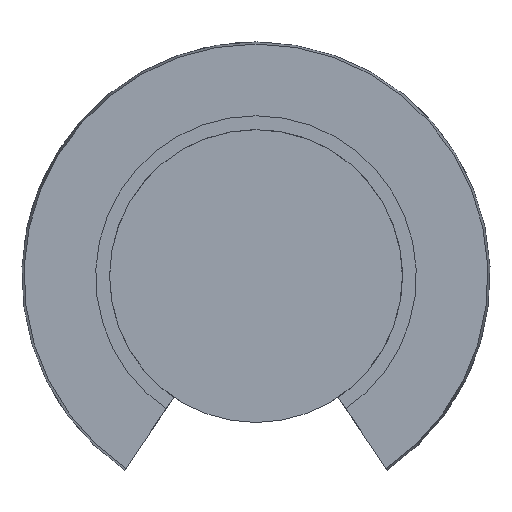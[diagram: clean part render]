
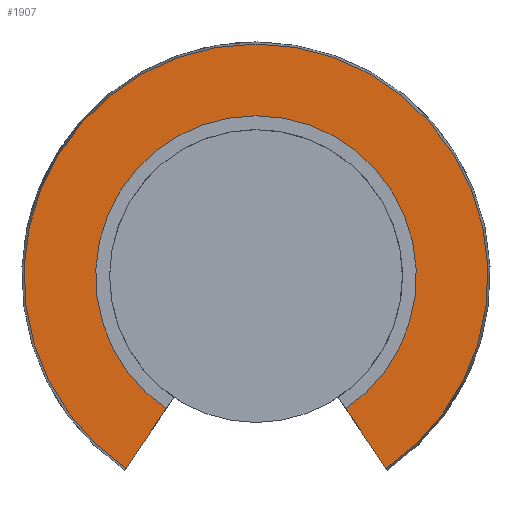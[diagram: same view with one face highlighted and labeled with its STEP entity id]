
A CAD part, front view. The second image highlights one B-rep face of the part: STEP entity #1907.
In plain terms, the highlighted planar face has unit normal (0, -1, 0).
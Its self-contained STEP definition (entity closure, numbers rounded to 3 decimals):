
#1610=CARTESIAN_POINT('',(8.882,-22.5,-13.128));
#1611=VERTEX_POINT('',#1610);
#1618=CARTESIAN_POINT('',(6.142,-22.5,-9.065));
#1619=VERTEX_POINT('',#1618);
#1620=CARTESIAN_POINT('',(6.142,-22.5,-9.065));
#1621=DIRECTION('',(0.559,0.0,-0.829));
#1622=VECTOR('',#1621,4.9);
#1623=LINE('',#1620,#1622);
#1624=EDGE_CURVE('',#1619,#1611,#1623,.T.);
#1712=CARTESIAN_POINT('',(-6.142,-22.5,-9.065));
#1713=VERTEX_POINT('',#1712);
#1720=CARTESIAN_POINT('',(-8.882,-22.5,-13.128));
#1721=VERTEX_POINT('',#1720);
#1722=CARTESIAN_POINT('',(-8.882,-22.5,-13.128));
#1723=DIRECTION('',(0.559,0.0,0.829));
#1724=VECTOR('',#1723,4.9);
#1725=LINE('',#1722,#1724);
#1726=EDGE_CURVE('',#1721,#1713,#1725,.T.);
#1878=CARTESIAN_POINT('',(0.0,-22.5,0.0));
#1879=DIRECTION('',(0.0,1.0,0.0));
#1880=DIRECTION('',(-1.0,0.0,0.0));
#1881=AXIS2_PLACEMENT_3D('',#1878,#1879,#1880);
#1882=CIRCLE('',#1881,10.95);
#1883=EDGE_CURVE('',#1713,#1619,#1882,.T.);
#1890=CARTESIAN_POINT('',(-13.4,-22.5,0.0));
#1891=DIRECTION('',(0.0,-1.0,0.0));
#1892=DIRECTION('',(0.0,0.0,-1.0));
#1893=AXIS2_PLACEMENT_3D('',#1890,#1891,#1892);
#1894=PLANE('',#1893);
#1895=ORIENTED_EDGE('',*,*,#1624,.T.);
#1896=CARTESIAN_POINT('',(0.0,-22.5,0.0));
#1897=DIRECTION('',(0.0,1.0,0.0));
#1898=DIRECTION('',(-1.0,0.0,0.0));
#1899=AXIS2_PLACEMENT_3D('',#1896,#1897,#1898);
#1900=CIRCLE('',#1899,15.85);
#1901=EDGE_CURVE('',#1721,#1611,#1900,.T.);
#1902=ORIENTED_EDGE('',*,*,#1901,.F.);
#1903=ORIENTED_EDGE('',*,*,#1726,.T.);
#1904=ORIENTED_EDGE('',*,*,#1883,.T.);
#1905=EDGE_LOOP('',(#1895,#1902,#1903,#1904));
#1906=FACE_OUTER_BOUND('',#1905,.T.);
#1907=ADVANCED_FACE('',(#1906),#1894,.T.);
